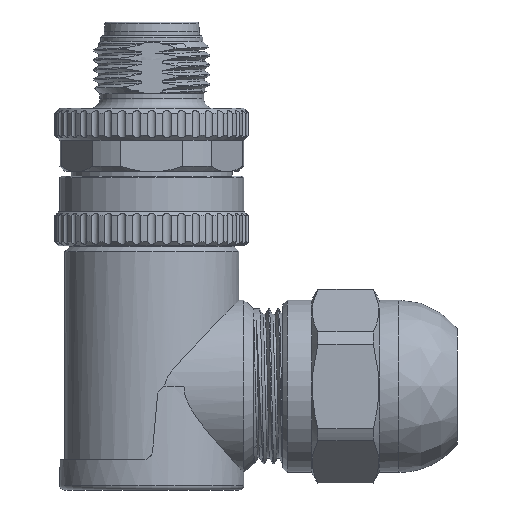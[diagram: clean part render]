
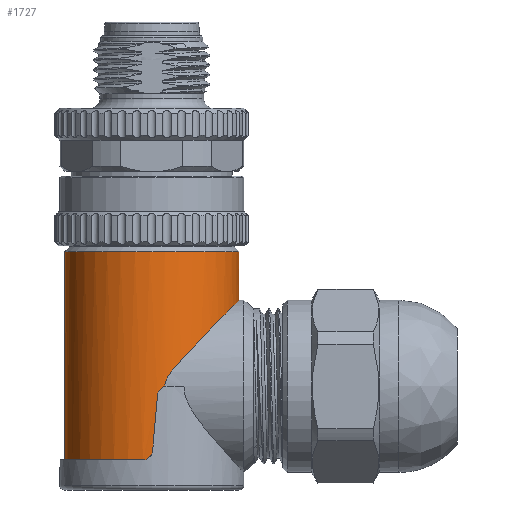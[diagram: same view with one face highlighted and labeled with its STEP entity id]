
A CAD part, left-side view. The second image highlights one B-rep face of the part: STEP entity #1727.
In plain terms, the highlighted cylindrical face has radius 9 mm (diameter 18 mm), a full revolution.
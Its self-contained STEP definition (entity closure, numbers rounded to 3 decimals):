
#441=B_SPLINE_CURVE_WITH_KNOTS('',3,(#22184,#22185,#22186,#22187,#22188,
#22189,#22190,#22191,#22192,#22193,#22194,#22195,#22196,#22197,#22198,#22199),
 .UNSPECIFIED.,.F.,.F.,(4,1,1,1,1,1,1,1,1,1,1,1,1,4),(0.,0.077,
0.154,0.231,0.308,0.385,0.462,
0.538,0.615,0.692,0.769,0.846,
0.923,1.),.UNSPECIFIED.);
#442=B_SPLINE_CURVE_WITH_KNOTS('',3,(#22203,#22204,#22205,#22206),
 .UNSPECIFIED.,.F.,.F.,(4,4),(0.,1.),.UNSPECIFIED.);
#445=B_SPLINE_CURVE_WITH_KNOTS('',3,(#22223,#22224,#22225,#22226),
 .UNSPECIFIED.,.F.,.F.,(4,4),(0.,1.),.UNSPECIFIED.);
#447=B_SPLINE_CURVE_WITH_KNOTS('',3,(#22249,#22250,#22251,#22252,#22253,
#22254,#22255,#22256,#22257,#22258,#22259,#22260,#22261,#22262,#22263,#22264),
 .UNSPECIFIED.,.F.,.F.,(4,1,1,1,1,1,1,1,1,1,1,1,1,4),(0.,0.077,
0.154,0.231,0.308,0.385,0.462,
0.538,0.615,0.692,0.769,0.846,
0.923,1.),.UNSPECIFIED.);
#448=B_SPLINE_CURVE_WITH_KNOTS('',3,(#22276,#22277,#22278,#22279,#22280,
#22281,#22282,#22283,#22284,#22285,#22286,#22287,#22288,#22289),
 .UNSPECIFIED.,.F.,.F.,(4,1,1,1,1,1,1,1,1,1,1,4),(0.,0.091,0.182,
0.273,0.364,0.455,0.545,0.636,
0.727,0.818,0.909,1.),.UNSPECIFIED.);
#451=B_SPLINE_CURVE_WITH_KNOTS('',3,(#22314,#22315,#22316,#22317,#22318,
#22319,#22320,#22321,#22322,#22323,#22324,#22325,#22326,#22327),
 .UNSPECIFIED.,.F.,.F.,(4,1,1,1,1,1,1,1,1,1,1,4),(0.,0.091,0.182,
0.273,0.364,0.455,0.545,0.636,
0.727,0.818,0.909,1.),.UNSPECIFIED.);
#452=B_SPLINE_CURVE_WITH_KNOTS('',3,(#22329,#22330,#22331,#22332,#22333,
#22334,#22335,#22336,#22337,#22338,#22339,#22340,#22341,#22342,#22343,#22344,
#22345,#22346,#22347,#22348,#22349,#22350),.UNSPECIFIED.,.F.,.F.,(4,2,2,
2,2,2,2,2,2,2,4),(0.,0.063,0.125,0.25,0.375,0.5,0.625,0.75,
0.875,0.938,1.),.UNSPECIFIED.);
#1286=CYLINDRICAL_SURFACE('',#6373,9.);
#1394=FACE_BOUND('',#2455,.T.);
#1395=FACE_BOUND('',#2456,.T.);
#1727=ADVANCED_FACE('',(#1394,#1395),#1286,.T.);
#2455=EDGE_LOOP('',(#4079));
#2456=EDGE_LOOP('',(#4080,#4081,#4082,#4083,#4084,#4085,#4086,#4087));
#4079=ORIENTED_EDGE('',*,*,#5513,.T.);
#4080=ORIENTED_EDGE('',*,*,#5537,.T.);
#4081=ORIENTED_EDGE('',*,*,#5524,.F.);
#4082=ORIENTED_EDGE('',*,*,#5528,.T.);
#4083=ORIENTED_EDGE('',*,*,#5530,.T.);
#4084=ORIENTED_EDGE('',*,*,#5517,.T.);
#4085=ORIENTED_EDGE('',*,*,#5519,.T.);
#4086=ORIENTED_EDGE('',*,*,#5534,.T.);
#4087=ORIENTED_EDGE('',*,*,#5538,.F.);
#4691=VERTEX_POINT('',#22159);
#4695=VERTEX_POINT('',#22183);
#4696=VERTEX_POINT('',#22200);
#4697=VERTEX_POINT('',#22207);
#4701=VERTEX_POINT('',#22222);
#4702=VERTEX_POINT('',#22227);
#4704=VERTEX_POINT('',#22248);
#4708=VERTEX_POINT('',#22290);
#4709=VERTEX_POINT('',#22328);
#5513=EDGE_CURVE('',#4691,#4691,#5819,.T.);
#5517=EDGE_CURVE('',#4696,#4695,#441,.T.);
#5519=EDGE_CURVE('',#4695,#4697,#442,.T.);
#5524=EDGE_CURVE('',#4701,#4702,#445,.T.);
#5528=EDGE_CURVE('',#4701,#4704,#447,.T.);
#5530=EDGE_CURVE('',#4704,#4696,#5822,.T.);
#5534=EDGE_CURVE('',#4697,#4708,#448,.T.);
#5537=EDGE_CURVE('',#4709,#4702,#451,.T.);
#5538=EDGE_CURVE('',#4709,#4708,#452,.T.);
#5819=CIRCLE('',#6359,9.);
#5822=CIRCLE('',#6368,9.);
#6359=AXIS2_PLACEMENT_3D('',#22158,#7686,#7687);
#6368=AXIS2_PLACEMENT_3D('',#22267,#7710,#7711);
#6373=AXIS2_PLACEMENT_3D('',#22351,#7722,#7723);
#7686=DIRECTION('',(0.,0.,-1.));
#7687=DIRECTION('',(0.,1.,0.));
#7710=DIRECTION('',(0.,0.,1.));
#7711=DIRECTION('',(0.995,0.102,0.));
#7722=DIRECTION('',(0.,0.,1.));
#7723=DIRECTION('',(0.,-1.,0.));
#22158=CARTESIAN_POINT('',(0.,0.,-23.7));
#22159=CARTESIAN_POINT('',(0.,9.,-23.7));
#22183=CARTESIAN_POINT('',(-9.,-0.08,-44.287));
#22184=CARTESIAN_POINT('',(-8.953,0.916,-45.2));
#22185=CARTESIAN_POINT('',(-8.957,0.878,-45.2));
#22186=CARTESIAN_POINT('',(-8.964,0.803,-45.196));
#22187=CARTESIAN_POINT('',(-8.974,0.689,-45.176));
#22188=CARTESIAN_POINT('',(-8.982,0.58,-45.144));
#22189=CARTESIAN_POINT('',(-8.988,0.475,-45.1));
#22190=CARTESIAN_POINT('',(-8.992,0.375,-45.044));
#22191=CARTESIAN_POINT('',(-8.996,0.282,-44.976));
#22192=CARTESIAN_POINT('',(-8.998,0.199,-44.899));
#22193=CARTESIAN_POINT('',(-8.999,0.123,-44.813));
#22194=CARTESIAN_POINT('',(-9.,0.058,-44.718));
#22195=CARTESIAN_POINT('',(-9.,0.005,-44.617));
#22196=CARTESIAN_POINT('',(-9.,-0.036,-44.511));
#22197=CARTESIAN_POINT('',(-9.,-0.066,-44.4));
#22198=CARTESIAN_POINT('',(-9.,-0.077,-44.325));
#22199=CARTESIAN_POINT('',(-9.,-0.08,-44.287));
#22200=CARTESIAN_POINT('',(-8.953,0.916,-45.2));
#22203=CARTESIAN_POINT('',(-9.,-0.08,-44.287));
#22204=CARTESIAN_POINT('',(-8.998,-0.248,-42.362));
#22205=CARTESIAN_POINT('',(-8.992,-0.417,-40.438));
#22206=CARTESIAN_POINT('',(-8.981,-0.585,-38.513));
#22207=CARTESIAN_POINT('',(-8.981,-0.585,-38.513));
#22222=CARTESIAN_POINT('',(9.,-0.08,-44.287));
#22223=CARTESIAN_POINT('',(9.,-0.08,-44.287));
#22224=CARTESIAN_POINT('',(8.998,-0.248,-42.362));
#22225=CARTESIAN_POINT('',(8.992,-0.417,-40.438));
#22226=CARTESIAN_POINT('',(8.981,-0.585,-38.513));
#22227=CARTESIAN_POINT('',(8.981,-0.585,-38.513));
#22248=CARTESIAN_POINT('',(8.953,0.916,-45.2));
#22249=CARTESIAN_POINT('',(9.,-0.08,-44.287));
#22250=CARTESIAN_POINT('',(9.,-0.077,-44.325));
#22251=CARTESIAN_POINT('',(9.,-0.066,-44.4));
#22252=CARTESIAN_POINT('',(9.,-0.036,-44.512));
#22253=CARTESIAN_POINT('',(9.,0.006,-44.618));
#22254=CARTESIAN_POINT('',(9.,0.059,-44.719));
#22255=CARTESIAN_POINT('',(8.999,0.124,-44.814));
#22256=CARTESIAN_POINT('',(8.998,0.199,-44.9));
#22257=CARTESIAN_POINT('',(8.996,0.283,-44.977));
#22258=CARTESIAN_POINT('',(8.992,0.376,-45.044));
#22259=CARTESIAN_POINT('',(8.988,0.476,-45.1));
#22260=CARTESIAN_POINT('',(8.981,0.58,-45.144));
#22261=CARTESIAN_POINT('',(8.974,0.69,-45.176));
#22262=CARTESIAN_POINT('',(8.964,0.803,-45.196));
#22263=CARTESIAN_POINT('',(8.957,0.878,-45.2));
#22264=CARTESIAN_POINT('',(8.953,0.916,-45.2));
#22267=CARTESIAN_POINT('',(0.,0.,-45.2));
#22276=CARTESIAN_POINT('',(-8.981,-0.585,-38.513));
#22277=CARTESIAN_POINT('',(-8.981,-0.588,-38.476));
#22278=CARTESIAN_POINT('',(-8.98,-0.599,-38.401));
#22279=CARTESIAN_POINT('',(-8.978,-0.628,-38.292));
#22280=CARTESIAN_POINT('',(-8.975,-0.668,-38.186));
#22281=CARTESIAN_POINT('',(-8.971,-0.72,-38.087));
#22282=CARTESIAN_POINT('',(-8.966,-0.784,-37.993));
#22283=CARTESIAN_POINT('',(-8.959,-0.857,-37.907));
#22284=CARTESIAN_POINT('',(-8.951,-0.939,-37.831));
#22285=CARTESIAN_POINT('',(-8.941,-1.029,-37.763));
#22286=CARTESIAN_POINT('',(-8.929,-1.127,-37.707));
#22287=CARTESIAN_POINT('',(-8.916,-1.23,-37.661));
#22288=CARTESIAN_POINT('',(-8.905,-1.302,-37.639));
#22289=CARTESIAN_POINT('',(-8.9,-1.338,-37.63));
#22290=CARTESIAN_POINT('',(-8.9,-1.338,-37.63));
#22314=CARTESIAN_POINT('',(8.9,-1.338,-37.63));
#22315=CARTESIAN_POINT('',(8.905,-1.302,-37.639));
#22316=CARTESIAN_POINT('',(8.916,-1.23,-37.661));
#22317=CARTESIAN_POINT('',(8.929,-1.128,-37.706));
#22318=CARTESIAN_POINT('',(8.941,-1.03,-37.763));
#22319=CARTESIAN_POINT('',(8.951,-0.939,-37.831));
#22320=CARTESIAN_POINT('',(8.959,-0.857,-37.907));
#22321=CARTESIAN_POINT('',(8.966,-0.784,-37.993));
#22322=CARTESIAN_POINT('',(8.971,-0.72,-38.087));
#22323=CARTESIAN_POINT('',(8.975,-0.669,-38.186));
#22324=CARTESIAN_POINT('',(8.978,-0.628,-38.292));
#22325=CARTESIAN_POINT('',(8.98,-0.599,-38.401));
#22326=CARTESIAN_POINT('',(8.981,-0.588,-38.476));
#22327=CARTESIAN_POINT('',(8.981,-0.585,-38.513));
#22328=CARTESIAN_POINT('',(8.9,-1.338,-37.63));
#22329=CARTESIAN_POINT('',(8.9,-1.338,-37.63));
#22330=CARTESIAN_POINT('',(8.902,-1.323,-36.936));
#22331=CARTESIAN_POINT('',(8.829,-1.8,-36.355));
#22332=CARTESIAN_POINT('',(8.616,-2.637,-35.305));
#22333=CARTESIAN_POINT('',(8.469,-3.083,-34.816));
#22334=CARTESIAN_POINT('',(7.903,-4.412,-33.38));
#22335=CARTESIAN_POINT('',(7.361,-5.289,-32.479));
#22336=CARTESIAN_POINT('',(5.905,-6.877,-30.852));
#22337=CARTESIAN_POINT('',(4.977,-7.603,-30.115));
#22338=CARTESIAN_POINT('',(2.706,-8.675,-29.028));
#22339=CARTESIAN_POINT('',(1.372,-9.001,-28.699));
#22340=CARTESIAN_POINT('',(-1.381,-8.999,-28.701));
#22341=CARTESIAN_POINT('',(-2.708,-8.673,-29.03));
#22342=CARTESIAN_POINT('',(-4.967,-7.608,-30.11));
#22343=CARTESIAN_POINT('',(-5.893,-6.89,-30.839));
#22344=CARTESIAN_POINT('',(-7.369,-5.282,-32.487));
#22345=CARTESIAN_POINT('',(-7.901,-4.417,-33.375));
#22346=CARTESIAN_POINT('',(-8.468,-3.087,-34.812));
#22347=CARTESIAN_POINT('',(-8.616,-2.637,-35.306));
#22348=CARTESIAN_POINT('',(-8.83,-1.796,-36.36));
#22349=CARTESIAN_POINT('',(-8.902,-1.323,-36.939));
#22350=CARTESIAN_POINT('',(-8.9,-1.338,-37.63));
#22351=CARTESIAN_POINT('',(0.,0.,-49.805));
